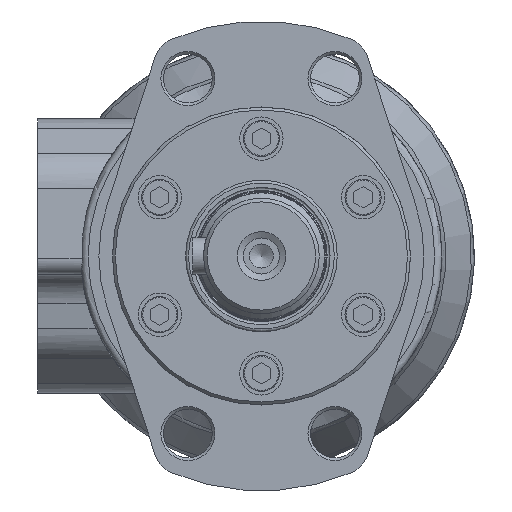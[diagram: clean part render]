
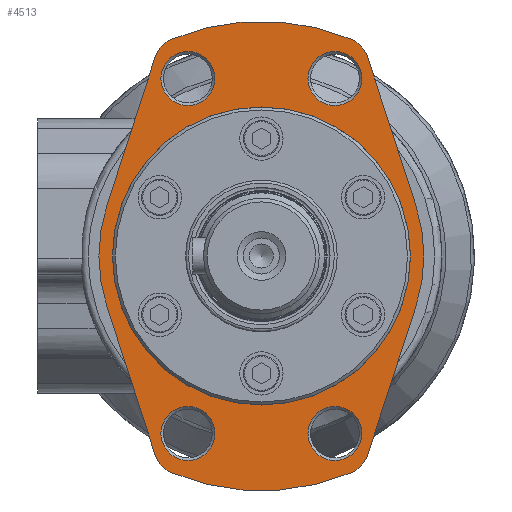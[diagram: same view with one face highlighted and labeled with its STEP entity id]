
A CAD part, left-side view. The second image highlights one B-rep face of the part: STEP entity #4513.
In plain terms, the highlighted planar face has unit normal (-1, 0, 0).
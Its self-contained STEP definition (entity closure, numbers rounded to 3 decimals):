
#411=LINE('',#7587,#633);
#414=LINE('',#7595,#636);
#420=LINE('',#7619,#642);
#424=LINE('',#7628,#646);
#633=VECTOR('',#5935,1000.);
#636=VECTOR('',#5944,1000.);
#642=VECTOR('',#5970,1000.);
#646=VECTOR('',#5980,1000.);
#1234=ORIENTED_EDGE('',*,*,#2165,.T.);
#1235=ORIENTED_EDGE('',*,*,#2166,.T.);
#1236=ORIENTED_EDGE('',*,*,#2167,.T.);
#1237=ORIENTED_EDGE('',*,*,#2168,.T.);
#1238=ORIENTED_EDGE('',*,*,#2169,.T.);
#1239=ORIENTED_EDGE('',*,*,#2131,.F.);
#1240=ORIENTED_EDGE('',*,*,#2159,.F.);
#1241=ORIENTED_EDGE('',*,*,#2157,.F.);
#1242=ORIENTED_EDGE('',*,*,#2154,.F.);
#1243=ORIENTED_EDGE('',*,*,#2151,.F.);
#1244=ORIENTED_EDGE('',*,*,#2148,.F.);
#1245=ORIENTED_EDGE('',*,*,#2145,.F.);
#1246=ORIENTED_EDGE('',*,*,#2142,.F.);
#1247=ORIENTED_EDGE('',*,*,#2140,.F.);
#1248=ORIENTED_EDGE('',*,*,#2138,.F.);
#1249=ORIENTED_EDGE('',*,*,#2136,.F.);
#1250=ORIENTED_EDGE('',*,*,#2134,.F.);
#2131=EDGE_CURVE('',#2655,#2656,#3025,.T.);
#2134=EDGE_CURVE('',#2656,#2657,#3026,.T.);
#2136=EDGE_CURVE('',#2657,#2658,#3027,.T.);
#2138=EDGE_CURVE('',#2658,#2659,#411,.T.);
#2140=EDGE_CURVE('',#2659,#2660,#3028,.T.);
#2142=EDGE_CURVE('',#2660,#2661,#414,.T.);
#2145=EDGE_CURVE('',#2661,#2663,#3029,.T.);
#2148=EDGE_CURVE('',#2663,#2665,#3031,.T.);
#2151=EDGE_CURVE('',#2665,#2667,#3033,.T.);
#2154=EDGE_CURVE('',#2667,#2669,#420,.T.);
#2157=EDGE_CURVE('',#2669,#2670,#3035,.T.);
#2159=EDGE_CURVE('',#2670,#2655,#424,.T.);
#2165=EDGE_CURVE('',#2675,#2675,#3040,.T.);
#2166=EDGE_CURVE('',#2676,#2676,#3041,.T.);
#2167=EDGE_CURVE('',#2677,#2677,#3042,.T.);
#2168=EDGE_CURVE('',#2678,#2678,#3043,.T.);
#2169=EDGE_CURVE('',#2679,#2679,#3044,.T.);
#2655=VERTEX_POINT('',#7574);
#2656=VERTEX_POINT('',#7575);
#2657=VERTEX_POINT('',#7580);
#2658=VERTEX_POINT('',#7584);
#2659=VERTEX_POINT('',#7588);
#2660=VERTEX_POINT('',#7592);
#2661=VERTEX_POINT('',#7596);
#2663=VERTEX_POINT('',#7602);
#2665=VERTEX_POINT('',#7608);
#2667=VERTEX_POINT('',#7614);
#2669=VERTEX_POINT('',#7620);
#2670=VERTEX_POINT('',#7625);
#2675=VERTEX_POINT('',#7641);
#2676=VERTEX_POINT('',#7643);
#2677=VERTEX_POINT('',#7645);
#2678=VERTEX_POINT('',#7647);
#2679=VERTEX_POINT('',#7649);
#3025=CIRCLE('',#5031,8.);
#3026=CIRCLE('',#5033,65.);
#3027=CIRCLE('',#5035,8.);
#3028=CIRCLE('',#5038,45.);
#3029=CIRCLE('',#5041,8.);
#3031=CIRCLE('',#5044,65.);
#3033=CIRCLE('',#5047,8.);
#3035=CIRCLE('',#5051,45.);
#3040=CIRCLE('',#5059,41.275);
#3041=CIRCLE('',#5060,7.48);
#3042=CIRCLE('',#5061,7.48);
#3043=CIRCLE('',#5062,7.48);
#3044=CIRCLE('',#5063,7.48);
#3387=EDGE_LOOP('',(#1234));
#3388=EDGE_LOOP('',(#1235));
#3389=EDGE_LOOP('',(#1236));
#3390=EDGE_LOOP('',(#1237));
#3391=EDGE_LOOP('',(#1238));
#3392=EDGE_LOOP('',(#1239,#1240,#1241,#1242,#1243,#1244,#1245,#1246,#1247,
#1248,#1249,#1250));
#3934=FACE_BOUND('',#3387,.T.);
#3935=FACE_BOUND('',#3388,.T.);
#3936=FACE_BOUND('',#3389,.T.);
#3937=FACE_BOUND('',#3390,.T.);
#3938=FACE_BOUND('',#3391,.T.);
#3939=FACE_BOUND('',#3392,.T.);
#4317=PLANE('',#5058);
#4513=ADVANCED_FACE('',(#3934,#3935,#3936,#3937,#3938,#3939),#4317,.F.);
#5031=AXIS2_PLACEMENT_3D('',#7573,#5919,#5920);
#5033=AXIS2_PLACEMENT_3D('',#7579,#5925,#5926);
#5035=AXIS2_PLACEMENT_3D('',#7583,#5930,#5931);
#5038=AXIS2_PLACEMENT_3D('',#7591,#5939,#5940);
#5041=AXIS2_PLACEMENT_3D('',#7601,#5949,#5950);
#5044=AXIS2_PLACEMENT_3D('',#7607,#5956,#5957);
#5047=AXIS2_PLACEMENT_3D('',#7613,#5963,#5964);
#5051=AXIS2_PLACEMENT_3D('',#7624,#5975,#5976);
#5058=AXIS2_PLACEMENT_3D('',#7639,#5992,#5993);
#5059=AXIS2_PLACEMENT_3D('',#7640,#5994,#5995);
#5060=AXIS2_PLACEMENT_3D('',#7642,#5996,#5997);
#5061=AXIS2_PLACEMENT_3D('',#7644,#5998,#5999);
#5062=AXIS2_PLACEMENT_3D('',#7646,#6000,#6001);
#5063=AXIS2_PLACEMENT_3D('',#7648,#6002,#6003);
#5919=DIRECTION('',(1.,0.,0.));
#5920=DIRECTION('',(0.,0.,-1.));
#5925=DIRECTION('',(1.,0.,0.));
#5926=DIRECTION('',(0.,0.,-1.));
#5930=DIRECTION('',(1.,0.,0.));
#5931=DIRECTION('',(0.,0.,-1.));
#5935=DIRECTION('',(0.,-0.309,-0.951));
#5939=DIRECTION('',(1.,0.,0.));
#5940=DIRECTION('',(0.,0.,-1.));
#5944=DIRECTION('',(0.,0.309,-0.951));
#5949=DIRECTION('',(1.,0.,0.));
#5950=DIRECTION('',(0.,0.,-1.));
#5956=DIRECTION('',(1.,0.,0.));
#5957=DIRECTION('',(0.,0.,-1.));
#5963=DIRECTION('',(1.,0.,0.));
#5964=DIRECTION('',(0.,0.,-1.));
#5970=DIRECTION('',(0.,0.309,0.951));
#5975=DIRECTION('',(1.,0.,0.));
#5976=DIRECTION('',(0.,0.,-1.));
#5980=DIRECTION('',(0.,-0.309,0.951));
#5992=DIRECTION('',(1.,0.,0.));
#5993=DIRECTION('',(0.,0.,-1.));
#5994=DIRECTION('',(1.,0.,0.));
#5995=DIRECTION('',(0.,0.,-1.));
#5996=DIRECTION('',(1.,0.,0.));
#5997=DIRECTION('',(0.,0.,-1.));
#5998=DIRECTION('',(1.,0.,0.));
#5999=DIRECTION('',(0.,0.,-1.));
#6000=DIRECTION('',(1.,0.,0.));
#6001=DIRECTION('',(0.,0.,-1.));
#6002=DIRECTION('',(1.,0.,0.));
#6003=DIRECTION('',(0.,0.,-1.));
#7573=CARTESIAN_POINT('',(0.,21.79,52.67));
#7574=CARTESIAN_POINT('',(0.,29.399,55.143));
#7575=CARTESIAN_POINT('',(0.,24.849,60.063));
#7579=CARTESIAN_POINT('',(0.,0.,0.));
#7580=CARTESIAN_POINT('',(0.,-24.849,60.063));
#7583=CARTESIAN_POINT('',(0.,-21.79,52.67));
#7584=CARTESIAN_POINT('',(0.,-29.399,55.143));
#7587=CARTESIAN_POINT('',(0.,-29.399,55.143));
#7588=CARTESIAN_POINT('',(0.,-42.798,13.906));
#7591=CARTESIAN_POINT('',(0.,0.,0.));
#7592=CARTESIAN_POINT('',(0.,-42.798,-13.906));
#7595=CARTESIAN_POINT('',(0.,-42.798,-13.906));
#7596=CARTESIAN_POINT('',(0.,-29.399,-55.143));
#7601=CARTESIAN_POINT('',(0.,-21.79,-52.67));
#7602=CARTESIAN_POINT('',(0.,-24.849,-60.063));
#7607=CARTESIAN_POINT('',(0.,0.,0.));
#7608=CARTESIAN_POINT('',(0.,24.849,-60.063));
#7613=CARTESIAN_POINT('',(0.,21.79,-52.67));
#7614=CARTESIAN_POINT('',(0.,29.399,-55.143));
#7619=CARTESIAN_POINT('',(0.,29.399,-55.143));
#7620=CARTESIAN_POINT('',(0.,42.798,-13.906));
#7624=CARTESIAN_POINT('',(0.,0.,0.));
#7625=CARTESIAN_POINT('',(0.,42.798,13.906));
#7628=CARTESIAN_POINT('',(0.,42.798,13.906));
#7639=CARTESIAN_POINT('',(0.,21.79,52.67));
#7640=CARTESIAN_POINT('',(0.,0.,0.));
#7641=CARTESIAN_POINT('',(0.,0.,-41.275));
#7642=CARTESIAN_POINT('',(0.,-20.359,-49.15));
#7643=CARTESIAN_POINT('',(0.,-20.359,-56.63));
#7644=CARTESIAN_POINT('',(0.,20.359,49.15));
#7645=CARTESIAN_POINT('',(0.,20.359,41.67));
#7646=CARTESIAN_POINT('',(0.,-20.359,49.15));
#7647=CARTESIAN_POINT('',(0.,-20.359,41.67));
#7648=CARTESIAN_POINT('',(0.,20.359,-49.15));
#7649=CARTESIAN_POINT('',(0.,20.359,-56.63));
